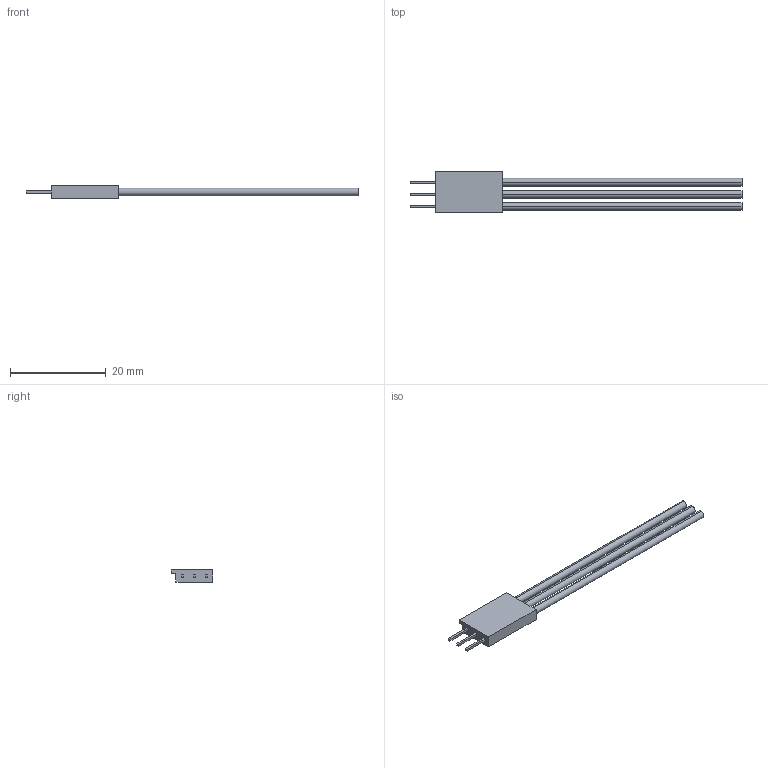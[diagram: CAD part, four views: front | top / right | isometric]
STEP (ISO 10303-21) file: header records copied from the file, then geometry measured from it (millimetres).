
FILE_DESCRIPTION (( 'STEP AP203' ), '1' );
FILE_NAME ('PWM-CABLE.STEP', '2007-08-26T01:14:57', ( 'Innovation First, Inc.' ), ( 'Innovation First, Inc.' ), 'SwSTEP 2.0', 'SolidWorks 2006052', '' );
FILE_SCHEMA (( 'CONFIG_CONTROL_DESIGN' ));
Length unit declared in the file: inch
Products named in the file (1): PWM-CABLE
Bounding box: 69.33 x 8.7 x 2.54 mm (x, y, z)
Volume: 590.6 mm3; surface area: 1153.3 mm2
Topology: 4 solids, 4 shells, 35 faces, 72 edges, 48 vertices
Faces by surface type: plane 29, cylinder 6
Entity records: 991 total; most frequent: DIRECTION 156, CARTESIAN_POINT 156, ORIENTED_EDGE 144, EDGE_CURVE 72, VECTOR 60, LINE 60, VERTEX_POINT 48, AXIS2_PLACEMENT_3D 48
